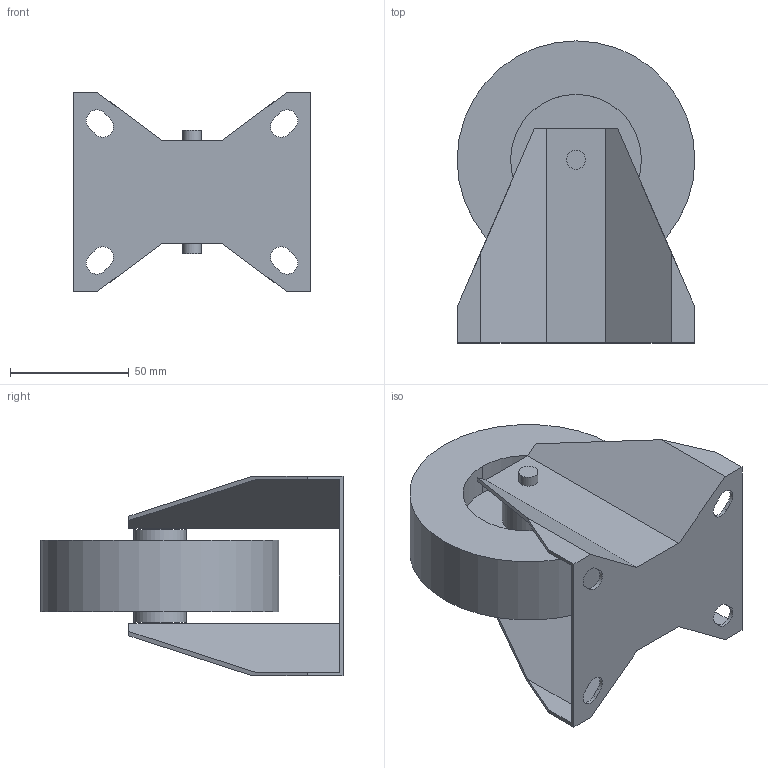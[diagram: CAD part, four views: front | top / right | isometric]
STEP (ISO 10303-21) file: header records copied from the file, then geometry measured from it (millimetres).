
FILE_DESCRIPTION((''),'2;1');
FILE_NAME('12033_KOLO_FIKSNO_FI-100_ASM','2022-09-16T14:47:19',('PredragRovcanin'),('Audax d.o.o.'),'CREO PARAMETRIC BY PTC INC, 2020281','CREO PARAMETRIC BY PTC INC, 2020281','');
FILE_SCHEMA(('AUTOMOTIVE_DESIGN { 1 0 10303 214 1 1 1 1 }'));
Length unit declared in the file: millimetre
Products named in the file (3): 12033_KOLO_FIKSNO_FI-100_A; 12033_KOLO_FIKSNO_FI-100_B; 12033_KOLO_FIKSNO_FI-100_ASM
Assembly tree (2 placements, depth 2):
  12033_KOLO_FIKSNO_FI-100_ASM
    12033_KOLO_FIKSNO_FI-100_A
    12033_KOLO_FIKSNO_FI-100_B
Bounding box: 100 x 127 x 84 mm (x, y, z)
Volume: 216420.5 mm3; surface area: 74734.3 mm2
Topology: 2 solids, 2 shells, 72 faces, 193 edges, 138 vertices
Faces by surface type: plane 46, cylinder 26
Entity records: 3655 total; most frequent: DIRECTION 411, CARTESIAN_POINT 407, ORIENTED_EDGE 372, COLOUR_RGB 323, PRESENTATION_STYLE_ASSIGNMENT 217, STYLED_ITEM 217, CURVE_STYLE 195, EDGE_CURVE 186
